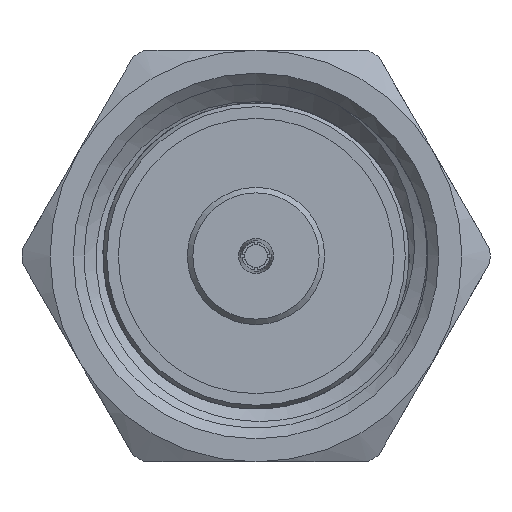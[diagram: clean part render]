
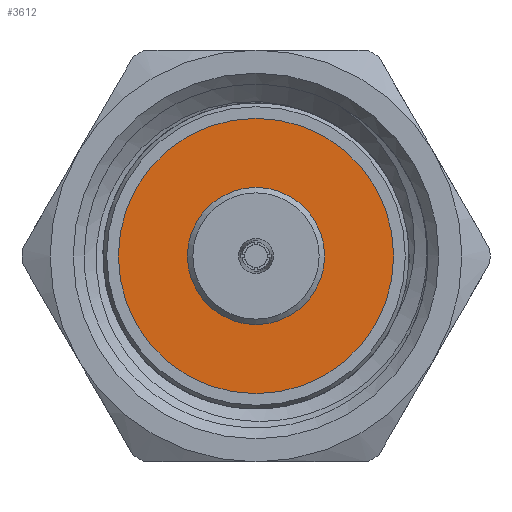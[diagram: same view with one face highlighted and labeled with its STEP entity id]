
A CAD part, left-side view. The second image highlights one B-rep face of the part: STEP entity #3612.
In plain terms, the highlighted planar face has unit normal (-1, 0, 0).
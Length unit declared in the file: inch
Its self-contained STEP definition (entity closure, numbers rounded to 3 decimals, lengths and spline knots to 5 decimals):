
#490 = AXIS2_PLACEMENT_3D ( 'NONE', #2226, #628, #610 ) ;
#595 = VERTEX_POINT ( 'NONE', #1865 ) ;
#610 = DIRECTION ( 'NONE',  ( 0., 0., 1. ) ) ;
#621 = AXIS2_PLACEMENT_3D ( 'NONE', #726, #4046, #2682 ) ;
#628 = DIRECTION ( 'NONE',  ( -1., 0., 0. ) ) ;
#726 = CARTESIAN_POINT ( 'NONE',  ( 0.21431, 0., 0. ) ) ;
#753 = FACE_BOUND ( 'NONE', #2082, .T. ) ;
#993 = AXIS2_PLACEMENT_3D ( 'NONE', #3934, #2889, #3228 ) ;
#1224 = CIRCLE ( 'NONE', #490, 0.0625 ) ;
#1453 = EDGE_CURVE ( 'NONE', #3468, #3468, #2624, .T. ) ;
#1646 = FACE_OUTER_BOUND ( 'NONE', #2433, .T. ) ;
#1865 = CARTESIAN_POINT ( 'NONE',  ( 0.21431, 0., 0.0625 ) ) ;
#1978 = PLANE ( 'NONE',  #993 ) ;
#2027 = EDGE_CURVE ( 'NONE', #595, #595, #1224, .T. ) ;
#2082 = EDGE_LOOP ( 'NONE', ( #2195 ) ) ;
#2195 = ORIENTED_EDGE ( 'NONE', *, *, #2027, .F. ) ;
#2226 = CARTESIAN_POINT ( 'NONE',  ( 0.21431, 0., 0. ) ) ;
#2433 = EDGE_LOOP ( 'NONE', ( #3826 ) ) ;
#2624 = CIRCLE ( 'NONE', #621, 0.12538 ) ;
#2682 = DIRECTION ( 'NONE',  ( 0., 0., 1. ) ) ;
#2889 = DIRECTION ( 'NONE',  ( 1., 0., 0. ) ) ;
#3145 = CARTESIAN_POINT ( 'NONE',  ( 0.21431, 0., 0.12538 ) ) ;
#3228 = DIRECTION ( 'NONE',  ( 0., 0., -1. ) ) ;
#3468 = VERTEX_POINT ( 'NONE', #3145 ) ;
#3612 = ADVANCED_FACE ( 'NONE', ( #753, #1646 ), #1978, .F. ) ;
#3826 = ORIENTED_EDGE ( 'NONE', *, *, #1453, .T. ) ;
#3934 = CARTESIAN_POINT ( 'NONE',  ( 0.21431, 0.12538, 0. ) ) ;
#4046 = DIRECTION ( 'NONE',  ( -1., 0., 0. ) ) ;
